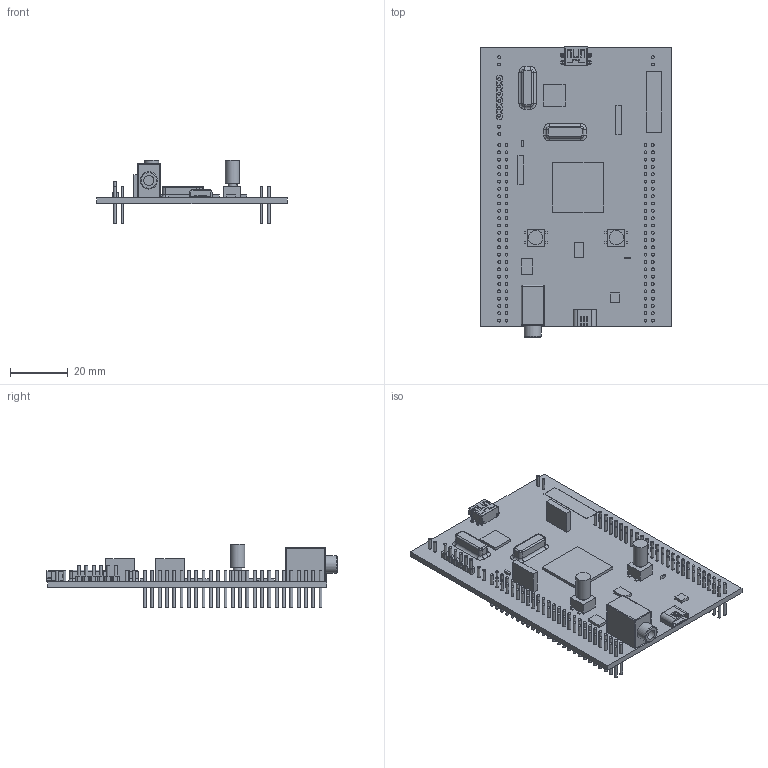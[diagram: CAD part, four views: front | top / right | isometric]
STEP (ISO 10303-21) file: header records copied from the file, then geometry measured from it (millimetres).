
FILE_DESCRIPTION(/* description */ (''),/* implementation_level */ '2;1');
FILE_NAME(/* name */ 'stm32f4.0004.stp',/* time_stamp */ '2021-01-17T15:38:33-05:00',/* author */ ('Jeans'),/* organization */ (''),/* preprocessor_version */ 'ST-DEVELOPER v18.1',/* originating_system */ 'Autodesk Inventor 2021',/* authorisation */ '');
FILE_SCHEMA (('AUTOMOTIVE_DESIGN { 1 0 10303 214 3 1 1 }'));
Length unit declared in the file: millimetre
Products named in the file (1): stm32f4
Bounding box: 66 x 100.7 x 22 mm (x, y, z)
Volume: 17107.3 mm3; surface area: 19640.2 mm2
Topology: 1 solids, 1 shells, 992 faces, 2432 edges, 1681 vertices
Faces by surface type: plane 519, cylinder 413, torus 44, bspline 9, sphere 7
Full cylindrical faces by diameter (mm): 1 x212, 3 x2, 3.5 x1, 5 x2, 6 x1
Entity records: 30866 total; most frequent: DIRECTION 5595, CARTESIAN_POINT 5243, ORIENTED_EDGE 4864, EDGE_CURVE 2432, AXIS2_PLACEMENT_3D 2184, VERTEX_POINT 1681, EDGE_LOOP 1251, LINE 1227
